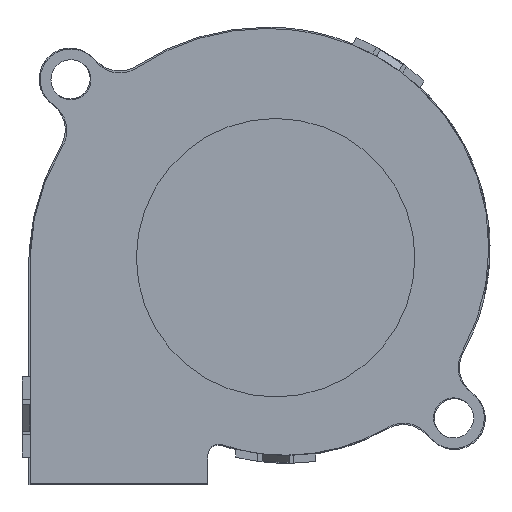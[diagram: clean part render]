
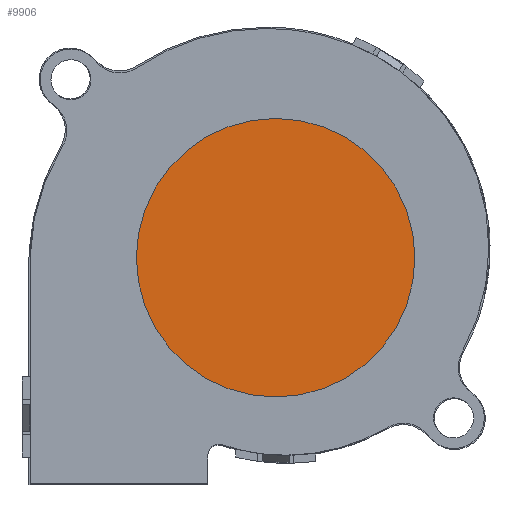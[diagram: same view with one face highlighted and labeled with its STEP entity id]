
A CAD part, front view. The second image highlights one B-rep face of the part: STEP entity #9906.
In plain terms, the highlighted face is planar.
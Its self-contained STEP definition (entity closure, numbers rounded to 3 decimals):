
#8041=CARTESIAN_POINT('',(17403.487,-241.212,1.1));
#8042=DIRECTION('',(0.,0.,1.));
#8043=DIRECTION('',(1.,0.,0.));
#8044=AXIS2_PLACEMENT_3D('',#8041,#8042,#8043);
#8046=CARTESIAN_POINT('',(17403.487,-241.212,1.1));
#8047=DIRECTION('',(0.,0.,1.));
#8048=DIRECTION('',(-1.,0.,0.));
#8049=AXIS2_PLACEMENT_3D('',#8046,#8047,#8048);
#8429=CARTESIAN_POINT('',(17419.137,-241.212,1.1));
#8430=CARTESIAN_POINT('',(17387.837,-241.212,1.1));
#8431=VERTEX_POINT('',#8429);
#8432=VERTEX_POINT('',#8430);
#9896=CARTESIAN_POINT('',(0.,0.,1.1));
#9897=DIRECTION('',(0.,0.,1.));
#9898=DIRECTION('',(1.,0.,0.));
#9899=AXIS2_PLACEMENT_3D('',#9896,#9897,#9898);
#9900=PLANE('',#9899);
#9901=ORIENTED_EDGE('',*,*,#9886,.T.);
#9903=ORIENTED_EDGE('',*,*,#9902,.T.);
#9904=EDGE_LOOP('',(#9901,#9903));
#9905=FACE_OUTER_BOUND('',#9904,.F.);
#9906=ADVANCED_FACE('',(#9905),#9900,.F.);
#8045=CIRCLE('',#8044,15.65);
#8050=CIRCLE('',#8049,15.65);
#9886=EDGE_CURVE('',#8431,#8432,#8045,.T.);
#9902=EDGE_CURVE('',#8432,#8431,#8050,.T.);
